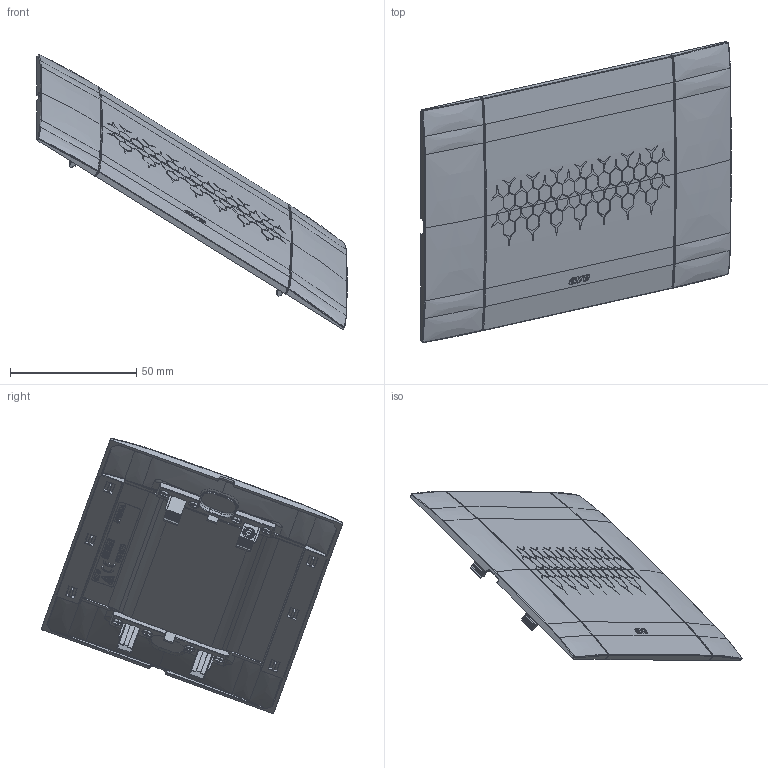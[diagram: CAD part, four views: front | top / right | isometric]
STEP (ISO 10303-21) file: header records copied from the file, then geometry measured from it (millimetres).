
FILE_DESCRIPTION(('CATIA V5 STEP Exchange'),'2;1');
FILE_NAME('44PSMTC4B.stp','2024-02-29T13:01:54+00:00',('none'),('none'),'CATIA Version 5-6 Release 2016 SP6','CATIA V5 STEP AP203','none');
FILE_SCHEMA(('CONFIG_CONTROL_DESIGN'));
Length unit declared in the file: millimetre
Products named in the file (1): 44PSMTC4@
Assembly tree (6 placements, depth 2):
  44PSMTC4@
    #57
    #23666  x2
    #35327
    #98460  x2
Bounding box: 122.92 x 119.29 x 108.85 mm (x, y, z)
Volume: 36279.2 mm3; surface area: 39889.7 mm2
Topology: 10 solids, 10 shells, 2907 faces, 8046 edges, 5176 vertices
Faces by surface type: plane 1914, cylinder 505, bspline 308, extrusion 60, sphere 56, cone 44, torus 20
Entity records: 98496 total; most frequent: CARTESIAN_POINT 38761, ORIENTED_EDGE 14526, DIRECTION 8606, EDGE_CURVE 7263, VERTEX_POINT 4720, VECTOR 4372, LINE 4312, EDGE_LOOP 2789
